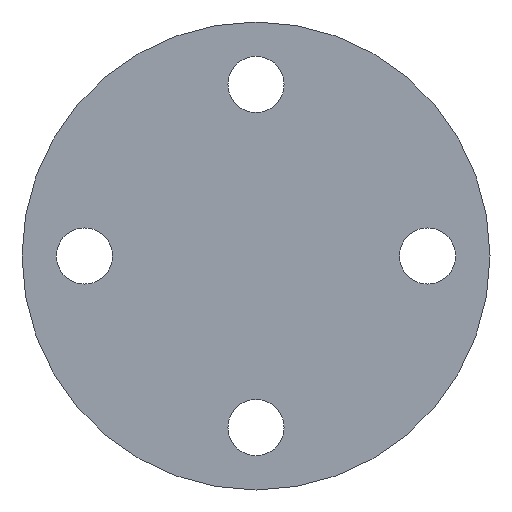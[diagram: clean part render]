
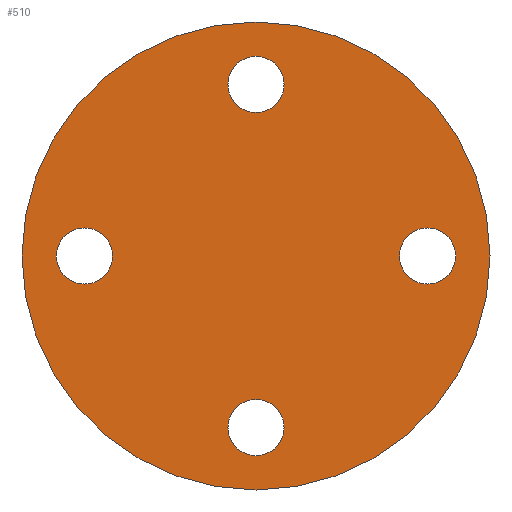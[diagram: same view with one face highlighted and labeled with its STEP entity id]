
A CAD part, front view. The second image highlights one B-rep face of the part: STEP entity #510.
In plain terms, the highlighted planar face has unit normal (0, -1, 0).
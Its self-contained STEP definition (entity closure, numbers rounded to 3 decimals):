
#1 = ORIENTED_EDGE ( 'NONE', *, *, #44, .T. ) ;
#2 = CARTESIAN_POINT ( 'NONE',  ( 55., 0., 0. ) ) ;
#10 = VERTEX_POINT ( 'NONE', #301 ) ;
#18 = DIRECTION ( 'NONE',  ( 0., 1., 0. ) ) ;
#20 = DIRECTION ( 'NONE',  ( 0., 1., 0. ) ) ;
#33 = ORIENTED_EDGE ( 'NONE', *, *, #394, .T. ) ;
#37 = CARTESIAN_POINT ( 'NONE',  ( 55., 0., 9. ) ) ;
#44 = EDGE_CURVE ( 'NONE', #486, #10, #308, .T. ) ;
#53 = ORIENTED_EDGE ( 'NONE', *, *, #104, .T. ) ;
#66 = DIRECTION ( 'NONE',  ( 0., 0., 1. ) ) ;
#67 = CARTESIAN_POINT ( 'NONE',  ( 0., 0., -64. ) ) ;
#71 = DIRECTION ( 'NONE',  ( 0., 1., 0. ) ) ;
#81 = VERTEX_POINT ( 'NONE', #67 ) ;
#84 = AXIS2_PLACEMENT_3D ( 'NONE', #252, #534, #102 ) ;
#86 = VERTEX_POINT ( 'NONE', #560 ) ;
#89 = ORIENTED_EDGE ( 'NONE', *, *, #473, .T. ) ;
#102 = DIRECTION ( 'NONE',  ( 0., 0., 1. ) ) ;
#104 = EDGE_CURVE ( 'NONE', #86, #623, #254, .T. ) ;
#114 = FACE_BOUND ( 'NONE', #344, .T. ) ;
#115 = AXIS2_PLACEMENT_3D ( 'NONE', #361, #18, #499 ) ;
#118 = FACE_BOUND ( 'NONE', #244, .T. ) ;
#127 = EDGE_CURVE ( 'NONE', #410, #81, #428, .T. ) ;
#131 = EDGE_LOOP ( 'NONE', ( #1, #370 ) ) ;
#136 = EDGE_CURVE ( 'NONE', #10, #486, #379, .T. ) ;
#147 = EDGE_CURVE ( 'NONE', #81, #410, #624, .T. ) ;
#149 = CARTESIAN_POINT ( 'NONE',  ( 0., 0., -75. ) ) ;
#151 = EDGE_LOOP ( 'NONE', ( #319, #53 ) ) ;
#162 = AXIS2_PLACEMENT_3D ( 'NONE', #409, #274, #462 ) ;
#165 = CARTESIAN_POINT ( 'NONE',  ( 0., 0., -55. ) ) ;
#192 = DIRECTION ( 'NONE',  ( 0., 0., 1. ) ) ;
#209 = VERTEX_POINT ( 'NONE', #282 ) ;
#211 = CARTESIAN_POINT ( 'NONE',  ( 0., 0., 75. ) ) ;
#238 = AXIS2_PLACEMENT_3D ( 'NONE', #601, #20, #407 ) ;
#244 = EDGE_LOOP ( 'NONE', ( #434, #609 ) ) ;
#246 = DIRECTION ( 'NONE',  ( 0., 0., 1. ) ) ;
#249 = CARTESIAN_POINT ( 'NONE',  ( 0., 0., 64. ) ) ;
#252 = CARTESIAN_POINT ( 'NONE',  ( 55., 0., 0. ) ) ;
#254 = CIRCLE ( 'NONE', #162, 9. ) ;
#256 = AXIS2_PLACEMENT_3D ( 'NONE', #278, #574, #631 ) ;
#259 = EDGE_CURVE ( 'NONE', #617, #419, #399, .T. ) ;
#268 = EDGE_CURVE ( 'NONE', #623, #86, #455, .T. ) ;
#274 = DIRECTION ( 'NONE',  ( 0., 1., 0. ) ) ;
#277 = AXIS2_PLACEMENT_3D ( 'NONE', #551, #605, #412 ) ;
#278 = CARTESIAN_POINT ( 'NONE',  ( -55., 0., 0. ) ) ;
#279 = EDGE_LOOP ( 'NONE', ( #337, #283 ) ) ;
#282 = CARTESIAN_POINT ( 'NONE',  ( 55., 0., -9. ) ) ;
#283 = ORIENTED_EDGE ( 'NONE', *, *, #259, .F. ) ;
#285 = VERTEX_POINT ( 'NONE', #37 ) ;
#301 = CARTESIAN_POINT ( 'NONE',  ( 0., 0., 46. ) ) ;
#308 = CIRCLE ( 'NONE', #115, 9. ) ;
#313 = PLANE ( 'NONE',  #519 ) ;
#318 = DIRECTION ( 'NONE',  ( 0., 1., 0. ) ) ;
#319 = ORIENTED_EDGE ( 'NONE', *, *, #268, .T. ) ;
#320 = FACE_OUTER_BOUND ( 'NONE', #279, .T. ) ;
#337 = ORIENTED_EDGE ( 'NONE', *, *, #590, .F. ) ;
#344 = EDGE_LOOP ( 'NONE', ( #89, #33 ) ) ;
#345 = CARTESIAN_POINT ( 'NONE',  ( 0., 0., -46. ) ) ;
#349 = AXIS2_PLACEMENT_3D ( 'NONE', #480, #429, #192 ) ;
#357 = AXIS2_PLACEMENT_3D ( 'NONE', #2, #391, #246 ) ;
#358 = CARTESIAN_POINT ( 'NONE',  ( 0., 0., 0. ) ) ;
#361 = CARTESIAN_POINT ( 'NONE',  ( 0., 0., 55. ) ) ;
#362 = DIRECTION ( 'NONE',  ( 0., 1., 0. ) ) ;
#366 = AXIS2_PLACEMENT_3D ( 'NONE', #165, #318, #509 ) ;
#370 = ORIENTED_EDGE ( 'NONE', *, *, #136, .T. ) ;
#379 = CIRCLE ( 'NONE', #238, 9. ) ;
#391 = DIRECTION ( 'NONE',  ( 0., 1., 0. ) ) ;
#394 = EDGE_CURVE ( 'NONE', #209, #285, #540, .T. ) ;
#399 = CIRCLE ( 'NONE', #349, 75. ) ;
#407 = DIRECTION ( 'NONE',  ( 0., 0., 1. ) ) ;
#409 = CARTESIAN_POINT ( 'NONE',  ( -55., 0., 0. ) ) ;
#410 = VERTEX_POINT ( 'NONE', #345 ) ;
#412 = DIRECTION ( 'NONE',  ( 0., 0., 1. ) ) ;
#415 = CIRCLE ( 'NONE', #570, 75. ) ;
#419 = VERTEX_POINT ( 'NONE', #149 ) ;
#428 = CIRCLE ( 'NONE', #277, 9. ) ;
#429 = DIRECTION ( 'NONE',  ( 0., 1., 0. ) ) ;
#434 = ORIENTED_EDGE ( 'NONE', *, *, #127, .T. ) ;
#452 = FACE_BOUND ( 'NONE', #131, .T. ) ;
#455 = CIRCLE ( 'NONE', #256, 9. ) ;
#462 = DIRECTION ( 'NONE',  ( 0., 0., 1. ) ) ;
#473 = EDGE_CURVE ( 'NONE', #285, #209, #555, .T. ) ;
#480 = CARTESIAN_POINT ( 'NONE',  ( 0., 0., 0. ) ) ;
#486 = VERTEX_POINT ( 'NONE', #249 ) ;
#499 = DIRECTION ( 'NONE',  ( 0., 0., 1. ) ) ;
#509 = DIRECTION ( 'NONE',  ( 0., 0., 1. ) ) ;
#510 = ADVANCED_FACE ( 'NONE', ( #114, #452, #550, #118, #320 ), #313, .F. ) ;
#519 = AXIS2_PLACEMENT_3D ( 'NONE', #604, #71, #598 ) ;
#534 = DIRECTION ( 'NONE',  ( 0., 1., 0. ) ) ;
#540 = CIRCLE ( 'NONE', #84, 9. ) ;
#547 = CARTESIAN_POINT ( 'NONE',  ( -55., 0., 9. ) ) ;
#550 = FACE_BOUND ( 'NONE', #151, .T. ) ;
#551 = CARTESIAN_POINT ( 'NONE',  ( 0., 0., -55. ) ) ;
#555 = CIRCLE ( 'NONE', #357, 9. ) ;
#560 = CARTESIAN_POINT ( 'NONE',  ( -55., 0., -9. ) ) ;
#570 = AXIS2_PLACEMENT_3D ( 'NONE', #358, #362, #66 ) ;
#574 = DIRECTION ( 'NONE',  ( 0., 1., 0. ) ) ;
#590 = EDGE_CURVE ( 'NONE', #419, #617, #415, .T. ) ;
#598 = DIRECTION ( 'NONE',  ( 0., 0., 1. ) ) ;
#601 = CARTESIAN_POINT ( 'NONE',  ( 0., 0., 55. ) ) ;
#604 = CARTESIAN_POINT ( 'NONE',  ( 0., 0., 0. ) ) ;
#605 = DIRECTION ( 'NONE',  ( 0., 1., 0. ) ) ;
#609 = ORIENTED_EDGE ( 'NONE', *, *, #147, .T. ) ;
#617 = VERTEX_POINT ( 'NONE', #211 ) ;
#623 = VERTEX_POINT ( 'NONE', #547 ) ;
#624 = CIRCLE ( 'NONE', #366, 9. ) ;
#631 = DIRECTION ( 'NONE',  ( 0., 0., 1. ) ) ;
